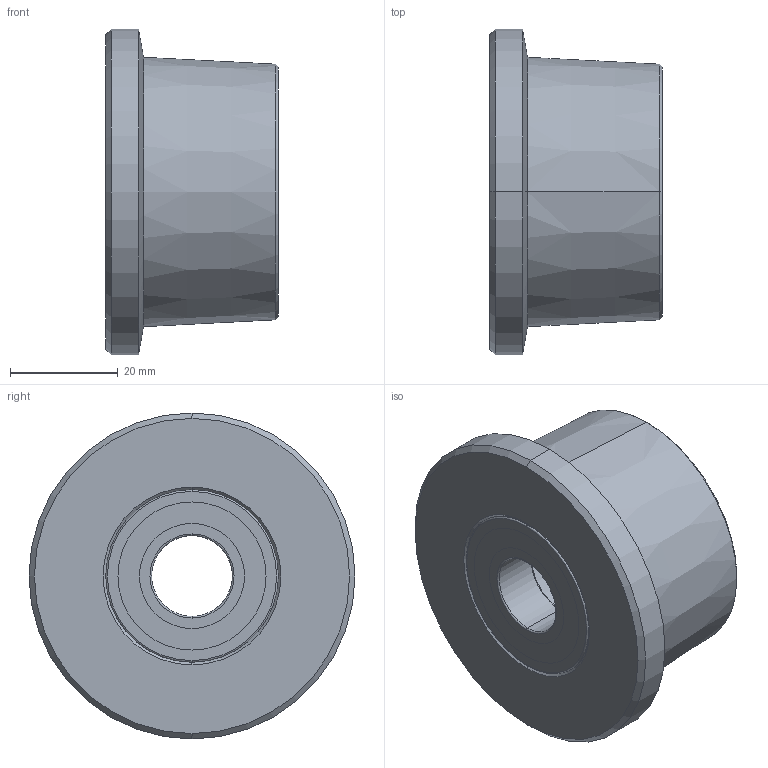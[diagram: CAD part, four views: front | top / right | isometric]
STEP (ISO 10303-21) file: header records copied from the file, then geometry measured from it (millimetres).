
FILE_DESCRIPTION (( 'STEP AP214' ), '1' );
FILE_NAME ('0023937_SPG-050-32-32-K15.step', '2018-03-23T10:03:40', ( 'Windows-Benutzer' ), ( '' ), 'SwSTEP 2.0', 'SolidWorks 2018', '' );
FILE_SCHEMA (( 'AUTOMOTIVE_DESIGN' ));
Length unit declared in the file: millimetre
Products named in the file (3): 0023937_SPG-050-32-32-K15; 0017525_Rillenkugellager_DIN625-6002-15-ZZ; SPG-TF_0017431_SPG-050-32-32-KS32x9
Assembly tree (3 placements, depth 2):
  0023937_SPG-050-32-32-K15
    SPG-TF_0017431_SPG-050-32-32-KS32x9
    0017525_Rillenkugellager_DIN625-6002-15-ZZ  x2
Bounding box: 32 x 60.5 x 60.5 mm (x, y, z)
Volume: 51428.6 mm3; surface area: 24110.9 mm2
Topology: 11 solids, 11 shells, 140 faces, 280 edges, 168 vertices
Faces by surface type: cylinder 64, torus 36, plane 28, cone 12
Entity records: 2352 total; most frequent: DIRECTION 456, CARTESIAN_POINT 350, ORIENTED_EDGE 328, AXIS2_PLACEMENT_3D 204, EDGE_CURVE 164, CIRCLE 116, EDGE_LOOP 98, VERTEX_POINT 98
